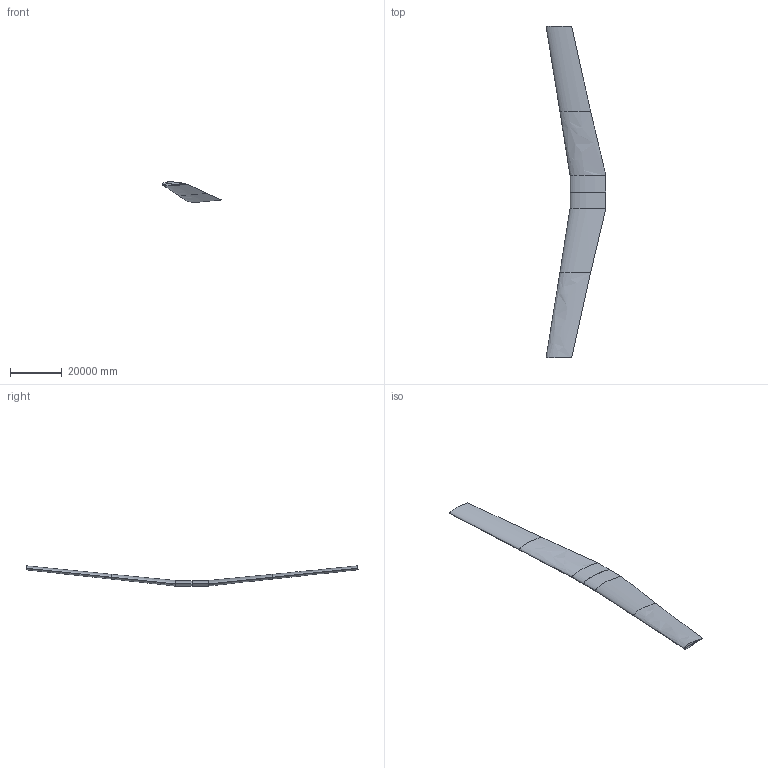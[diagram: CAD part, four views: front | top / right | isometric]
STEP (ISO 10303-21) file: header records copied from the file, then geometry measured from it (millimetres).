
FILE_DESCRIPTION(('Open CASCADE Model'),'2;1');
FILE_NAME('Open CASCADE Shape Model','2022-03-22T20:01:31',('Author'),( 'Open CASCADE'),'Open CASCADE STEP processor 7.6','Open CASCADE 7.6' ,'Unknown');
FILE_SCHEMA(('AUTOMOTIVE_DESIGN { 1 0 10303 214 1 1 1 1 }'));
Length unit declared in the file: millimetre
Products named in the file (21): Open CASCADE STEP translator 7.6 1; Open CASCADE STEP translator 7.6 1.1; Open CASCADE STEP translator 7.6 1.2; Open CASCADE STEP translator 7.6 1.3; Open CASCADE STEP translator 7.6 1.4; Open CASCADE STEP translator 7.6 1.5; Open CASCADE STEP translator 7.6 1.6; Open CASCADE STEP translator 7.6 1.7; Open CASCADE STEP translator 7.6 1.8; Open CASCADE STEP translator 7.6 1.9; Open CASCADE STEP translator 7.6 1.10; Open CASCADE STEP translator 7.6 1.11; Open CASCADE STEP translator 7.6 1.12; Open CASCADE STEP translator 7.6 1.13; Open CASCADE STEP translator 7.6 1.14; Open CASCADE STEP translator 7.6 1.15; Open CASCADE STEP translator 7.6 1.16; Open CASCADE STEP translator 7.6 1.17; Open CASCADE STEP translator 7.6 1.18; Open CASCADE STEP translator 7.6 1.19; Open CASCADE STEP translator 7.6 1.20
Assembly tree (20 placements, depth 2):
  Open CASCADE STEP translator 7.6 1
    Open CASCADE STEP translator 7.6 1.1
    Open CASCADE STEP translator 7.6 1.2
    Open CASCADE STEP translator 7.6 1.3
    Open CASCADE STEP translator 7.6 1.4
    Open CASCADE STEP translator 7.6 1.5
    Open CASCADE STEP translator 7.6 1.6
    Open CASCADE STEP translator 7.6 1.7
    Open CASCADE STEP translator 7.6 1.8
    Open CASCADE STEP translator 7.6 1.9
    Open CASCADE STEP translator 7.6 1.10
    Open CASCADE STEP translator 7.6 1.11
    Open CASCADE STEP translator 7.6 1.12
    Open CASCADE STEP translator 7.6 1.13
    Open CASCADE STEP translator 7.6 1.14
    Open CASCADE STEP translator 7.6 1.15
    Open CASCADE STEP translator 7.6 1.16
    Open CASCADE STEP translator 7.6 1.17
    Open CASCADE STEP translator 7.6 1.18
    Open CASCADE STEP translator 7.6 1.19
    Open CASCADE STEP translator 7.6 1.20
Bounding box: 22991.81 x 127756.57 x 7823.09 mm (x, y, z)
Surface area: 3140224523.8 mm2 (no closed solid volume)
Topology: 0 solids, 20 shells, 20 faces, 80 edges, 64 vertices
Faces by surface type: bspline 20
Entity records: 12672 total; most frequent: CARTESIAN_POINT 11557, DIRECTION 106, ORIENTED_EDGE 64, EDGE_CURVE 64, VERTEX_POINT 64, SURFACE_CURVE 64, B_SPLINE_CURVE_WITH_KNOTS 64, PCURVE 64
